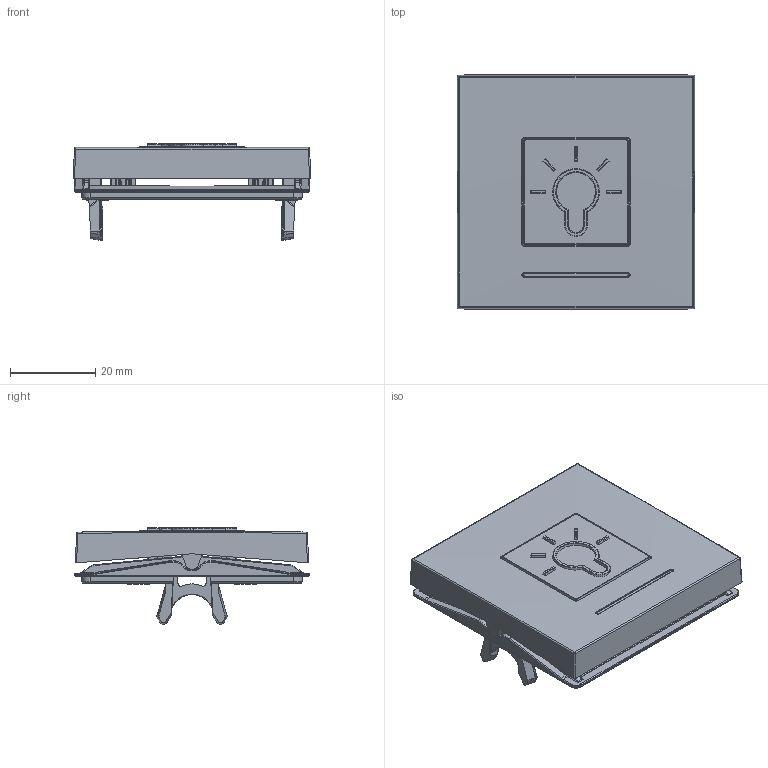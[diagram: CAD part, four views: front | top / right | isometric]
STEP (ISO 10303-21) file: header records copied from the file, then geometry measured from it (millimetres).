
FILE_DESCRIPTION((''),'2;1');
FILE_NAME('WAW1092WG_ASM','2025-03-12T16:18:29',('colosir'),(''),'CREO PARAMETRIC BY PTC INC, 2023154','CREO PARAMETRIC BY PTC INC, 2023154','');
FILE_SCHEMA(('AUTOMOTIVE_DESIGN { 1 0 10303 214 1 1 1 1 }'));
Products named in the file (6): W4G0196_18; W1D1222_00; W1A2306_99; W1A2383_81; W3A0384_80; WAW1092WG_ASM
Assembly tree (5 placements, depth 2):
  WAW1092WG_ASM
    W4G0196_18
    W1D1222_00
    W1A2306_99
    W1A2383_81
    W3A0384_80
Bounding box: 55.6 x 54.8 x 22.61 mm (x, y, z)
Volume: 13481.1 mm3; surface area: 16680.1 mm2
Topology: 4 solids, 4 shells, 3932 faces, 10313 edges, 6504 vertices
Faces by surface type: plane 2146, cylinder 798, bspline 486, extrusion 174, torus 123, cone 115, sphere 90
Entity records: 147999 total; most frequent: CARTESIAN_POINT 55169, ORIENTED_EDGE 20578, DIRECTION 17010, EDGE_CURVE 10289, VECTOR 7120, LINE 6946, VERTEX_POINT 6504, AXIS2_PLACEMENT_3D 4945
